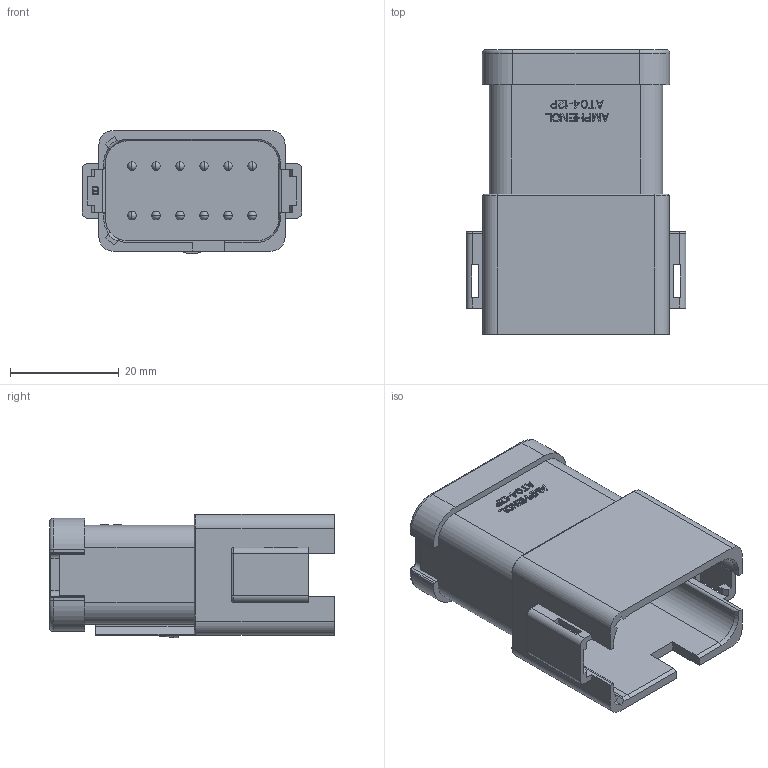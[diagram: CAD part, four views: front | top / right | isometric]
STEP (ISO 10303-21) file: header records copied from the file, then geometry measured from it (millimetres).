
FILE_DESCRIPTION((''),'2;1');
FILE_NAME('C-AT04-12PA-P016','2018-05-08T',('Administrator'),(''),'PRO/ENGINEER BY PARAMETRIC TECHNOLOGY CORPORATION, 2016360','PRO/ENGINEER BY PARAMETRIC TECHNOLOGY CORPORATION, 2016360','');
FILE_SCHEMA(('CONFIG_CONTROL_DESIGN'));
Length unit declared in the file: millimetre
Products named in the file (1): C-AT04-12PA-P016
Bounding box: 40.45 x 52.4 x 22.63 mm (x, y, z)
Volume: 21267.7 mm3; surface area: 10338.1 mm2
Topology: 1 solids, 1 shells, 1202 faces, 3322 edges, 2172 vertices
Faces by surface type: plane 683, extrusion 363, cylinder 99, torus 24, sphere 24, cone 7, bspline 2
Entity records: 39573 total; most frequent: CARTESIAN_POINT 10262, ORIENTED_EDGE 6596, DIRECTION 4828, EDGE_CURVE 3298, VECTOR 2652, LINE 2289, VERTEX_POINT 2172, EDGE_LOOP 1284
